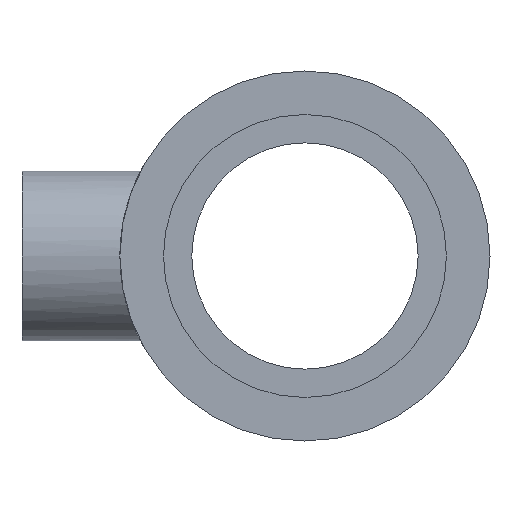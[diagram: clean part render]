
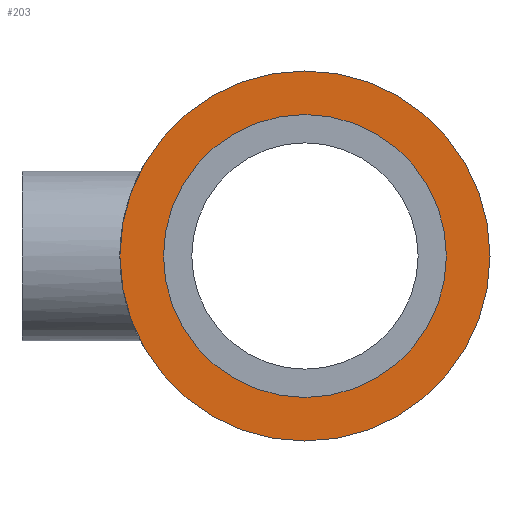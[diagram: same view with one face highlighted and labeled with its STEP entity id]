
A CAD part, left-side view. The second image highlights one B-rep face of the part: STEP entity #203.
In plain terms, the highlighted planar face has unit normal (-1, 0, 0).
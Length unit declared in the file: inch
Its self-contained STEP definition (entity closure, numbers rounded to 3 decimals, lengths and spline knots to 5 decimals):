
#11 = EDGE_LOOP ( 'NONE', ( #372 ) ) ;
#16 = EDGE_LOOP ( 'NONE', ( #78 ) ) ;
#29 = AXIS2_PLACEMENT_3D ( 'NONE', #57, #60, #63 ) ;
#41 = PLANE ( 'NONE',  #182 ) ;
#43 = EDGE_CURVE ( 'NONE', #224, #224, #206, .T. ) ;
#44 = VERTEX_POINT ( 'NONE', #401 ) ;
#57 = CARTESIAN_POINT ( 'NONE',  ( -3.38583, 0., 0. ) ) ;
#60 = DIRECTION ( 'NONE',  ( 1., 0., 0. ) ) ;
#63 = DIRECTION ( 'NONE',  ( 0., 0., -1. ) ) ;
#64 = CARTESIAN_POINT ( 'NONE',  ( -3.38583, 0., 0. ) ) ;
#78 = ORIENTED_EDGE ( 'NONE', *, *, #126, .F. ) ;
#88 = DIRECTION ( 'NONE',  ( 1., 0., 0. ) ) ;
#101 = DIRECTION ( 'NONE',  ( 0., 0., -1. ) ) ;
#126 = EDGE_CURVE ( 'NONE', #44, #44, #148, .T. ) ;
#140 = AXIS2_PLACEMENT_3D ( 'NONE', #507, #510, #238 ) ;
#148 = CIRCLE ( 'NONE', #29, 1.2874 ) ;
#182 = AXIS2_PLACEMENT_3D ( 'NONE', #64, #88, #101 ) ;
#203 = ADVANCED_FACE ( 'NONE', ( #448, #329 ), #41, .F. ) ;
#206 = CIRCLE ( 'NONE', #140, 0.98425 ) ;
#224 = VERTEX_POINT ( 'NONE', #324 ) ;
#238 = DIRECTION ( 'NONE',  ( 0., 0., -1. ) ) ;
#324 = CARTESIAN_POINT ( 'NONE',  ( -3.38583, 0., -0.98425 ) ) ;
#329 = FACE_BOUND ( 'NONE', #11, .T. ) ;
#372 = ORIENTED_EDGE ( 'NONE', *, *, #43, .F. ) ;
#401 = CARTESIAN_POINT ( 'NONE',  ( -3.38583, 0., -1.2874 ) ) ;
#448 = FACE_OUTER_BOUND ( 'NONE', #16, .T. ) ;
#507 = CARTESIAN_POINT ( 'NONE',  ( -3.38583, 0., 0. ) ) ;
#510 = DIRECTION ( 'NONE',  ( -1., 0., 0. ) ) ;
